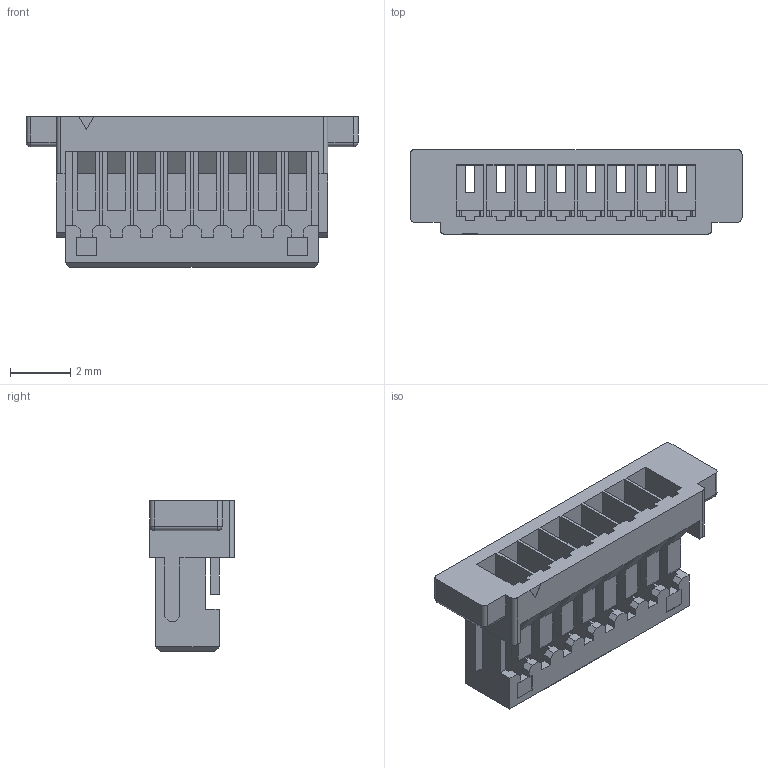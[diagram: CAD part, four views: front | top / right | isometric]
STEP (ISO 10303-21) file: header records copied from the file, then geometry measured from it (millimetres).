
FILE_DESCRIPTION(/* description */ ('Unknown'),/* implementation_level */ '2;1');
FILE_NAME(/* name */ '665008113322',/* time_stamp */ '2018-06-01T15:11:30+02:00',/* author */ ('Unknown'),/* organization */ ('Unknown'),/* preprocessor_version */ 'ST-DEVELOPER v16.7',/* originating_system */ 'DEX',/* authorisation */ $);
FILE_SCHEMA (('AUTOMOTIVE_DESIGN {1 0 10303 214 3 1 1}'));
Length unit declared in the file: millimetre
Products named in the file (2): 6650xx113322; 665008113322
Assembly tree (1 placements, depth 2):
  6650xx113322
    665008113322
Bounding box: 11 x 2.8 x 5 mm (x, y, z)
Volume: 46.3 mm3; surface area: 354.5 mm2
Topology: 1 solids, 1 shells, 357 faces, 1047 edges, 672 vertices
Faces by surface type: plane 341, cylinder 12, sphere 4
Entity records: 11614 total; most frequent: ORIENTED_EDGE 2086, CARTESIAN_POINT 2074, DIRECTION 1785, EDGE_CURVE 1043, LINE 1019, VECTOR 1019, VERTEX_POINT 672, AXIS2_PLACEMENT_3D 383
